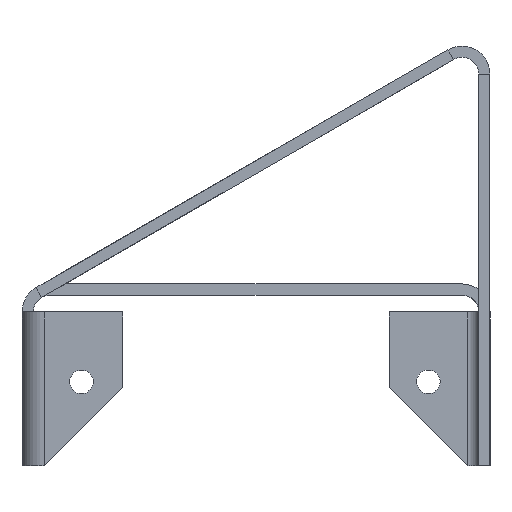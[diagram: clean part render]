
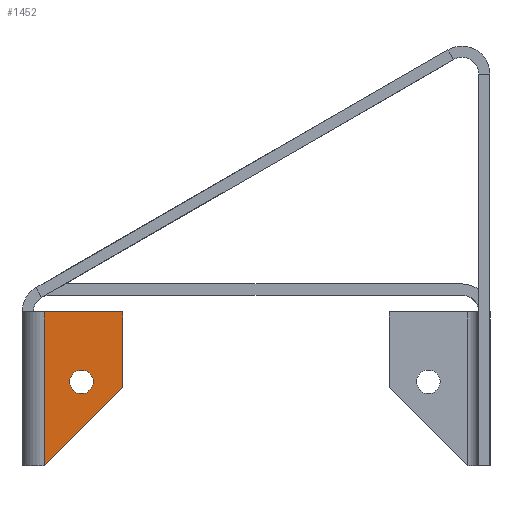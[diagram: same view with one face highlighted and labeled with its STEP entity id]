
A CAD part, left-side view. The second image highlights one B-rep face of the part: STEP entity #1452.
In plain terms, the highlighted planar face has unit normal (-1, 0, 0).
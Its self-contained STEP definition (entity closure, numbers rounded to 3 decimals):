
#32 = PLANE('',#33);
#33 = AXIS2_PLACEMENT_3D('',#34,#35,#36);
#34 = CARTESIAN_POINT('',(202.,81.884,0.));
#35 = DIRECTION('',(0.,0.,-1.));
#36 = DIRECTION('',(0.,-1.,0.));
#231 = VERTEX_POINT('',#232);
#232 = CARTESIAN_POINT('',(-4.,79.602,0.));
#246 = PLANE('',#247);
#247 = AXIS2_PLACEMENT_3D('',#248,#249,#250);
#248 = CARTESIAN_POINT('',(-4.,72.607,6.995));
#249 = DIRECTION('',(0.,0.707,0.707));
#250 = DIRECTION('',(-1.,0.,0.));
#258 = EDGE_CURVE('',#231,#259,#261,.T.);
#259 = VERTEX_POINT('',#260);
#260 = CARTESIAN_POINT('',(-4.,79.612,0.));
#261 = SURFACE_CURVE('',#262,(#266,#273),.PCURVE_S1.);
#262 = LINE('',#263,#264);
#263 = CARTESIAN_POINT('',(-4.,65.612,0.));
#264 = VECTOR('',#265,1.);
#265 = DIRECTION('',(0.,1.,0.));
#266 = PCURVE('',#32,#267);
#267 = DEFINITIONAL_REPRESENTATION('',(#268),#272);
#268 = LINE('',#269,#270);
#269 = CARTESIAN_POINT('',(16.272,206.));
#270 = VECTOR('',#271,1.);
#271 = DIRECTION('',(-1.,0.));
#272 = ( GEOMETRIC_REPRESENTATION_CONTEXT(2) 
PARAMETRIC_REPRESENTATION_CONTEXT() REPRESENTATION_CONTEXT('2D SPACE',''
  ) );
#273 = PCURVE('',#274,#279);
#274 = PLANE('',#275);
#275 = AXIS2_PLACEMENT_3D('',#276,#277,#278);
#276 = CARTESIAN_POINT('',(-4.,72.612,13.75));
#277 = DIRECTION('',(1.,-0.,-0.));
#278 = DIRECTION('',(0.,0.,-1.));
#279 = DEFINITIONAL_REPRESENTATION('',(#280),#284);
#280 = LINE('',#281,#282);
#281 = CARTESIAN_POINT('',(13.75,-7.));
#282 = VECTOR('',#283,1.);
#283 = DIRECTION('',(0.,1.));
#284 = ( GEOMETRIC_REPRESENTATION_CONTEXT(2) 
PARAMETRIC_REPRESENTATION_CONTEXT() REPRESENTATION_CONTEXT('2D SPACE',''
  ) );
#307 = CYLINDRICAL_SURFACE('',#308,4.);
#308 = AXIS2_PLACEMENT_3D('',#309,#310,#311);
#309 = CARTESIAN_POINT('',(0.,79.612,0.));
#310 = DIRECTION('',(0.,0.,1.));
#311 = DIRECTION('',(0.,1.,0.));
#1108 = EDGE_CURVE('',#259,#1109,#1111,.T.);
#1109 = VERTEX_POINT('',#1110);
#1110 = CARTESIAN_POINT('',(-4.,79.612,27.5));
#1111 = SURFACE_CURVE('',#1112,(#1116,#1123),.PCURVE_S1.);
#1112 = LINE('',#1113,#1114);
#1113 = CARTESIAN_POINT('',(-4.,79.612,0.));
#1114 = VECTOR('',#1115,1.);
#1115 = DIRECTION('',(0.,0.,1.));
#1116 = PCURVE('',#307,#1117);
#1117 = DEFINITIONAL_REPRESENTATION('',(#1118),#1122);
#1118 = LINE('',#1119,#1120);
#1119 = CARTESIAN_POINT('',(1.571,0.));
#1120 = VECTOR('',#1121,1.);
#1121 = DIRECTION('',(0.,1.));
#1122 = ( GEOMETRIC_REPRESENTATION_CONTEXT(2) 
PARAMETRIC_REPRESENTATION_CONTEXT() REPRESENTATION_CONTEXT('2D SPACE',''
  ) );
#1123 = PCURVE('',#274,#1124);
#1124 = DEFINITIONAL_REPRESENTATION('',(#1125),#1129);
#1125 = LINE('',#1126,#1127);
#1126 = CARTESIAN_POINT('',(13.75,7.));
#1127 = VECTOR('',#1128,1.);
#1128 = DIRECTION('',(-1.,0.));
#1129 = ( GEOMETRIC_REPRESENTATION_CONTEXT(2) 
PARAMETRIC_REPRESENTATION_CONTEXT() REPRESENTATION_CONTEXT('2D SPACE',''
  ) );
#1146 = PLANE('',#1147);
#1147 = AXIS2_PLACEMENT_3D('',#1148,#1149,#1150);
#1148 = CARTESIAN_POINT('',(-2.646,74.804,27.5));
#1149 = DIRECTION('',(0.,0.,1.));
#1150 = DIRECTION('',(1.,0.,0.));
#1452 = ADVANCED_FACE('',(#1453,#1529),#274,.F.);
#1453 = FACE_BOUND('',#1454,.F.);
#1454 = EDGE_LOOP('',(#1455,#1456,#1457,#1480,#1508));
#1455 = ORIENTED_EDGE('',*,*,#258,.T.);
#1456 = ORIENTED_EDGE('',*,*,#1108,.T.);
#1457 = ORIENTED_EDGE('',*,*,#1458,.T.);
#1458 = EDGE_CURVE('',#1109,#1459,#1461,.T.);
#1459 = VERTEX_POINT('',#1460);
#1460 = CARTESIAN_POINT('',(-4.,65.612,27.5));
#1461 = SURFACE_CURVE('',#1462,(#1466,#1473),.PCURVE_S1.);
#1462 = LINE('',#1463,#1464);
#1463 = CARTESIAN_POINT('',(-4.,79.612,27.5));
#1464 = VECTOR('',#1465,1.);
#1465 = DIRECTION('',(0.,-1.,0.));
#1466 = PCURVE('',#274,#1467);
#1467 = DEFINITIONAL_REPRESENTATION('',(#1468),#1472);
#1468 = LINE('',#1469,#1470);
#1469 = CARTESIAN_POINT('',(-13.75,7.));
#1470 = VECTOR('',#1471,1.);
#1471 = DIRECTION('',(0.,-1.));
#1472 = ( GEOMETRIC_REPRESENTATION_CONTEXT(2) 
PARAMETRIC_REPRESENTATION_CONTEXT() REPRESENTATION_CONTEXT('2D SPACE',''
  ) );
#1473 = PCURVE('',#1146,#1474);
#1474 = DEFINITIONAL_REPRESENTATION('',(#1475),#1479);
#1475 = LINE('',#1476,#1477);
#1476 = CARTESIAN_POINT('',(-1.354,4.809));
#1477 = VECTOR('',#1478,1.);
#1478 = DIRECTION('',(0.,-1.));
#1479 = ( GEOMETRIC_REPRESENTATION_CONTEXT(2) 
PARAMETRIC_REPRESENTATION_CONTEXT() REPRESENTATION_CONTEXT('2D SPACE',''
  ) );
#1480 = ORIENTED_EDGE('',*,*,#1481,.T.);
#1481 = EDGE_CURVE('',#1459,#1482,#1484,.T.);
#1482 = VERTEX_POINT('',#1483);
#1483 = CARTESIAN_POINT('',(-4.,65.612,13.99));
#1484 = SURFACE_CURVE('',#1485,(#1489,#1496),.PCURVE_S1.);
#1485 = LINE('',#1486,#1487);
#1486 = CARTESIAN_POINT('',(-4.,65.612,27.5));
#1487 = VECTOR('',#1488,1.);
#1488 = DIRECTION('',(0.,0.,-1.));
#1489 = PCURVE('',#274,#1490);
#1490 = DEFINITIONAL_REPRESENTATION('',(#1491),#1495);
#1491 = LINE('',#1492,#1493);
#1492 = CARTESIAN_POINT('',(-13.75,-7.));
#1493 = VECTOR('',#1494,1.);
#1494 = DIRECTION('',(1.,0.));
#1495 = ( GEOMETRIC_REPRESENTATION_CONTEXT(2) 
PARAMETRIC_REPRESENTATION_CONTEXT() REPRESENTATION_CONTEXT('2D SPACE',''
  ) );
#1496 = PCURVE('',#1497,#1502);
#1497 = PLANE('',#1498);
#1498 = AXIS2_PLACEMENT_3D('',#1499,#1500,#1501);
#1499 = CARTESIAN_POINT('',(-4.,65.612,27.5));
#1500 = DIRECTION('',(0.,1.,0.));
#1501 = DIRECTION('',(0.,0.,-1.));
#1502 = DEFINITIONAL_REPRESENTATION('',(#1503),#1507);
#1503 = LINE('',#1504,#1505);
#1504 = CARTESIAN_POINT('',(0.,0.));
#1505 = VECTOR('',#1506,1.);
#1506 = DIRECTION('',(1.,0.));
#1507 = ( GEOMETRIC_REPRESENTATION_CONTEXT(2) 
PARAMETRIC_REPRESENTATION_CONTEXT() REPRESENTATION_CONTEXT('2D SPACE',''
  ) );
#1508 = ORIENTED_EDGE('',*,*,#1509,.F.);
#1509 = EDGE_CURVE('',#231,#1482,#1510,.T.);
#1510 = SURFACE_CURVE('',#1511,(#1515,#1522),.PCURVE_S1.);
#1511 = LINE('',#1512,#1513);
#1512 = CARTESIAN_POINT('',(-4.,70.92,8.683));
#1513 = VECTOR('',#1514,1.);
#1514 = DIRECTION('',(0.,-0.707,0.707));
#1515 = PCURVE('',#274,#1516);
#1516 = DEFINITIONAL_REPRESENTATION('',(#1517),#1521);
#1517 = LINE('',#1518,#1519);
#1518 = CARTESIAN_POINT('',(5.068,-1.693));
#1519 = VECTOR('',#1520,1.);
#1520 = DIRECTION('',(-0.707,-0.707));
#1521 = ( GEOMETRIC_REPRESENTATION_CONTEXT(2) 
PARAMETRIC_REPRESENTATION_CONTEXT() REPRESENTATION_CONTEXT('2D SPACE',''
  ) );
#1522 = PCURVE('',#246,#1523);
#1523 = DEFINITIONAL_REPRESENTATION('',(#1524),#1528);
#1524 = LINE('',#1525,#1526);
#1525 = CARTESIAN_POINT('',(0.,2.386));
#1526 = VECTOR('',#1527,1.);
#1527 = DIRECTION('',(0.,1.));
#1528 = ( GEOMETRIC_REPRESENTATION_CONTEXT(2) 
PARAMETRIC_REPRESENTATION_CONTEXT() REPRESENTATION_CONTEXT('2D SPACE',''
  ) );
#1529 = FACE_BOUND('',#1530,.F.);
#1530 = EDGE_LOOP('',(#1531));
#1531 = ORIENTED_EDGE('',*,*,#1532,.F.);
#1532 = EDGE_CURVE('',#1533,#1533,#1535,.T.);
#1533 = VERTEX_POINT('',#1534);
#1534 = CARTESIAN_POINT('',(-4.,75.11,15.));
#1535 = SURFACE_CURVE('',#1536,(#1541,#1548),.PCURVE_S1.);
#1536 = CIRCLE('',#1537,2.11);
#1537 = AXIS2_PLACEMENT_3D('',#1538,#1539,#1540);
#1538 = CARTESIAN_POINT('',(-4.,73.,15.));
#1539 = DIRECTION('',(1.,0.,0.));
#1540 = DIRECTION('',(0.,1.,0.));
#1541 = PCURVE('',#274,#1542);
#1542 = DEFINITIONAL_REPRESENTATION('',(#1543),#1547);
#1543 = CIRCLE('',#1544,2.11);
#1544 = AXIS2_PLACEMENT_2D('',#1545,#1546);
#1545 = CARTESIAN_POINT('',(-1.25,0.388));
#1546 = DIRECTION('',(0.,1.));
#1547 = ( GEOMETRIC_REPRESENTATION_CONTEXT(2) 
PARAMETRIC_REPRESENTATION_CONTEXT() REPRESENTATION_CONTEXT('2D SPACE',''
  ) );
#1548 = PCURVE('',#1549,#1554);
#1549 = CYLINDRICAL_SURFACE('',#1550,2.11);
#1550 = AXIS2_PLACEMENT_3D('',#1551,#1552,#1553);
#1551 = CARTESIAN_POINT('',(408.,73.,15.));
#1552 = DIRECTION('',(1.,0.,0.));
#1553 = DIRECTION('',(0.,1.,0.));
#1554 = DEFINITIONAL_REPRESENTATION('',(#1555),#1559);
#1555 = LINE('',#1556,#1557);
#1556 = CARTESIAN_POINT('',(0.,-412.));
#1557 = VECTOR('',#1558,1.);
#1558 = DIRECTION('',(1.,0.));
#1559 = ( GEOMETRIC_REPRESENTATION_CONTEXT(2) 
PARAMETRIC_REPRESENTATION_CONTEXT() REPRESENTATION_CONTEXT('2D SPACE',''
  ) );
